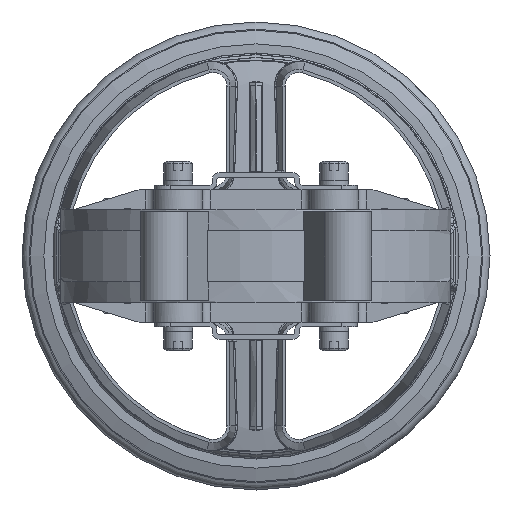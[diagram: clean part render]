
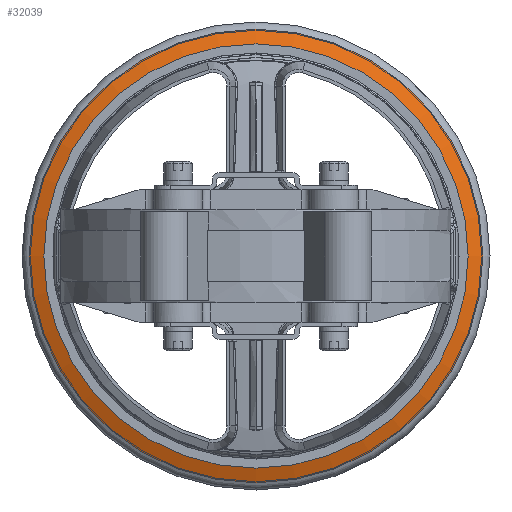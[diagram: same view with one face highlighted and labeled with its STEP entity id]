
A CAD part, front view. The second image highlights one B-rep face of the part: STEP entity #32039.
In plain terms, the highlighted conical face has half-angle 70 degrees and reference radius 145.394 mm.
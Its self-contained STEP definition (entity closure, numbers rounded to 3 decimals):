
#7161=CONICAL_SURFACE('',#34072,145.394,1.222);
#8467=FACE_BOUND('',#11812,.T.);
#9661=FACE_OUTER_BOUND('',#11811,.T.);
#11811=EDGE_LOOP('',(#26803));
#11812=EDGE_LOOP('',(#26804));
#12919=CIRCLE('',#33499,145.394);
#13292=CIRCLE('',#34073,136.);
#15425=VERTEX_POINT('',#57531);
#15998=VERTEX_POINT('',#59593);
#19256=EDGE_CURVE('',#15425,#15425,#12919,.T.);
#19837=EDGE_CURVE('',#15998,#15998,#13292,.T.);
#26803=ORIENTED_EDGE('',*,*,#19837,.F.);
#26804=ORIENTED_EDGE('',*,*,#19256,.T.);
#32039=ADVANCED_FACE('',(#9661,#8467),#7161,.T.);
#33499=AXIS2_PLACEMENT_3D('',#57532,#37867,#37868);
#34072=AXIS2_PLACEMENT_3D('',#59592,#39077,#39078);
#34073=AXIS2_PLACEMENT_3D('',#59594,#39079,#39080);
#37867=DIRECTION('center_axis',(0.,-1.,0.));
#37868=DIRECTION('ref_axis',(-1.,0.,0.));
#39077=DIRECTION('center_axis',(0.,1.,0.));
#39078=DIRECTION('ref_axis',(0.,0.,1.));
#39079=DIRECTION('center_axis',(0.,-1.,0.));
#39080=DIRECTION('ref_axis',(0.,0.,1.));
#57531=CARTESIAN_POINT('',(0.,488.717,145.394));
#57532=CARTESIAN_POINT('Origin',(0.,488.717,
0.));
#59592=CARTESIAN_POINT('Origin',(0.,488.717,0.));
#59593=CARTESIAN_POINT('',(0.,485.298,136.));
#59594=CARTESIAN_POINT('Origin',(0.,485.298,0.));
